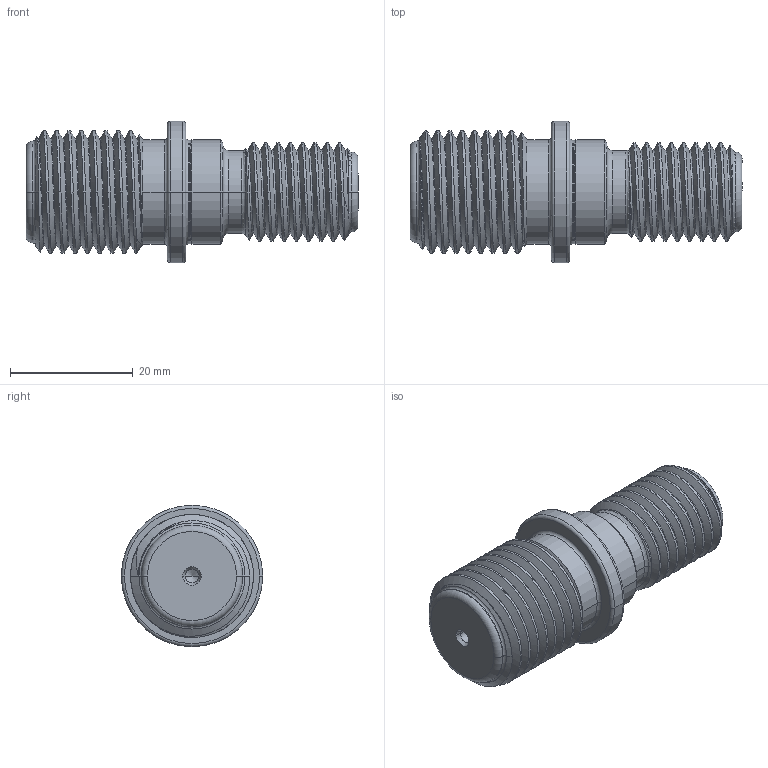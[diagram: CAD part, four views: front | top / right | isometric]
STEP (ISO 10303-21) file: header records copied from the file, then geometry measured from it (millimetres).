
FILE_DESCRIPTION (( 'STEP AP214' ), '1' );
FILE_NAME ('401.20.16.S.STEP', '2024-03-22T03:03:21', ( 'User' ), ( 'China' ), 'SwSTEP 2.0', 'SolidWorks 2016', '' );
FILE_SCHEMA (( 'AUTOMOTIVE_DESIGN' ));
Length unit declared in the file: millimetre
Products named in the file (1): 401.20.16.S
Bounding box: 54 x 23 x 23 mm (x, y, z)
Volume: 12320 mm3; surface area: 4909 mm2
Topology: 1 solids, 1 shells, 110 faces, 267 edges, 161 vertices
Faces by surface type: cylinder 52, torus 24, cone 22, plane 6, bspline 6
Entity records: 7966 total; most frequent: CARTESIAN_POINT 5584, ORIENTED_EDGE 526, DIRECTION 480, EDGE_CURVE 263, AXIS2_PLACEMENT_3D 205, VERTEX_POINT 161, EDGE_LOOP 116, FACE_OUTER_BOUND 110
